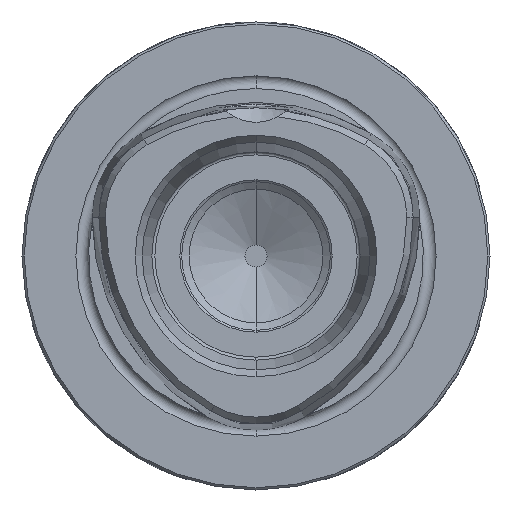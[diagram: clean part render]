
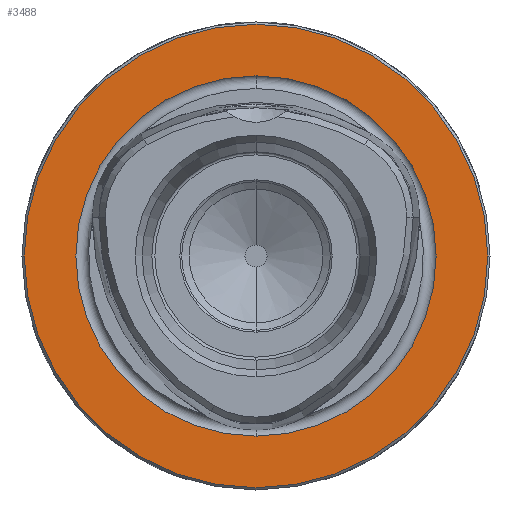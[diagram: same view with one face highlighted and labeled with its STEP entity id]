
A CAD part, front view. The second image highlights one B-rep face of the part: STEP entity #3488.
In plain terms, the highlighted planar face has unit normal (0, -1, 0).
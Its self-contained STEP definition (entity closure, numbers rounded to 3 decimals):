
#1432=CARTESIAN_POINT('',(0.,0.,
0.));
#1433=DIRECTION('',(0.,-1.,0.));
#1434=DIRECTION('',(1.,0.,0.));
#1435=AXIS2_PLACEMENT_3D('',#1432,#1433,#1434);
#1437=CARTESIAN_POINT('',(0.,0.,
0.));
#1438=DIRECTION('',(0.,-1.,0.));
#1439=DIRECTION('',(-1.,0.,0.));
#1440=AXIS2_PLACEMENT_3D('',#1437,#1438,#1439);
#1442=CARTESIAN_POINT('',(0.,0.,0.));
#1443=DIRECTION('',(0.,-1.,0.));
#1444=DIRECTION('',(0.,0.,-1.));
#1445=AXIS2_PLACEMENT_3D('',#1442,#1443,#1444);
#1447=CARTESIAN_POINT('',(0.,0.,0.));
#1448=DIRECTION('',(0.,-1.,0.));
#1449=DIRECTION('',(0.,0.,1.));
#1450=AXIS2_PLACEMENT_3D('',#1447,#1448,#1449);
#1896=CARTESIAN_POINT('',(31.2,0.,
0.));
#1897=CARTESIAN_POINT('',(-31.2,0.,0.));
#1898=VERTEX_POINT('',#1896);
#1899=VERTEX_POINT('',#1897);
#1904=CARTESIAN_POINT('',(0.,0.,-24.25));
#1905=CARTESIAN_POINT('',(0.,0.,24.25));
#1906=VERTEX_POINT('',#1904);
#1907=VERTEX_POINT('',#1905);
#3474=CARTESIAN_POINT('',(0.,0.,0.));
#3475=DIRECTION('',(0.,-1.,0.));
#3476=DIRECTION('',(-1.,0.,0.));
#3477=AXIS2_PLACEMENT_3D('',#3474,#3475,#3476);
#3478=PLANE('',#3477);
#3479=ORIENTED_EDGE('',*,*,#3464,.F.);
#3481=ORIENTED_EDGE('',*,*,#3480,.F.);
#3482=EDGE_LOOP('',(#3479,#3481));
#3483=FACE_OUTER_BOUND('',#3482,.F.);
#3484=ORIENTED_EDGE('',*,*,#2381,.T.);
#3485=ORIENTED_EDGE('',*,*,#2246,.T.);
#3486=EDGE_LOOP('',(#3484,#3485));
#3487=FACE_BOUND('',#3486,.F.);
#3488=ADVANCED_FACE('',(#3483,#3487),#3478,.T.);
#1436=CIRCLE('',#1435,31.2);
#1441=CIRCLE('',#1440,31.2);
#1446=CIRCLE('',#1445,24.25);
#1451=CIRCLE('',#1450,24.25);
#2246=EDGE_CURVE('',#1907,#1906,#1451,.T.);
#2381=EDGE_CURVE('',#1906,#1907,#1446,.T.);
#3464=EDGE_CURVE('',#1898,#1899,#1436,.T.);
#3480=EDGE_CURVE('',#1899,#1898,#1441,.T.);
